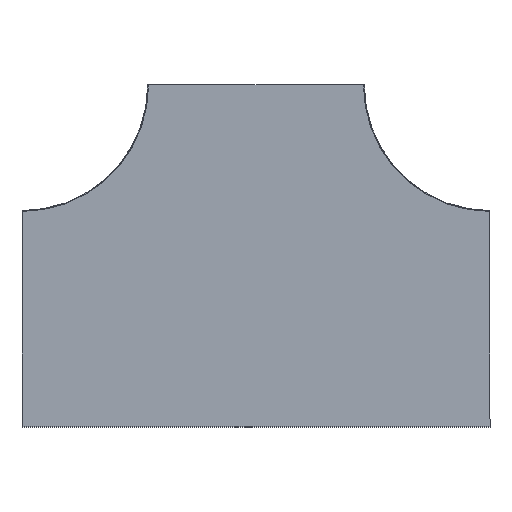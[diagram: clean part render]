
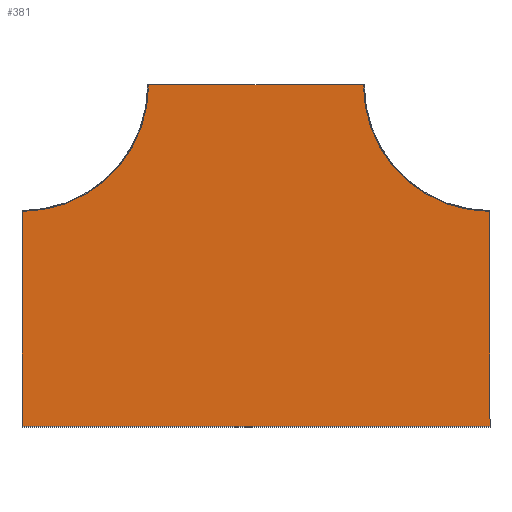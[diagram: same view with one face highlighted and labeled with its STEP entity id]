
A CAD part, front view. The second image highlights one B-rep face of the part: STEP entity #381.
In plain terms, the highlighted planar face has unit normal (0, -1, 0).
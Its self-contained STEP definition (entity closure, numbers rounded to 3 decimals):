
#29 = VECTOR ( 'NONE', #1086, 1000. ) ;
#63 = VECTOR ( 'NONE', #609, 1000. ) ;
#66 = CARTESIAN_POINT ( 'NONE',  ( 0., -1., -802.5 ) ) ;
#73 = ORIENTED_EDGE ( 'NONE', *, *, #611, .F. ) ;
#78 = VERTEX_POINT ( 'NONE', #385 ) ;
#110 = FACE_OUTER_BOUND ( 'NONE', #742, .T. ) ;
#160 = LINE ( 'NONE', #994, #773 ) ;
#166 = AXIS2_PLACEMENT_3D ( 'NONE', #1170, #1176, #942 ) ;
#198 = VERTEX_POINT ( 'NONE', #642 ) ;
#200 = CARTESIAN_POINT ( 'NONE',  ( -550., -1., -297.5 ) ) ;
#202 = LINE ( 'NONE', #539, #63 ) ;
#329 = ORIENTED_EDGE ( 'NONE', *, *, #659, .T. ) ;
#381 = ADVANCED_FACE ( 'NONE', ( #110 ), #885, .T. ) ;
#385 = CARTESIAN_POINT ( 'NONE',  ( 252.5, -1., 0. ) ) ;
#441 = CARTESIAN_POINT ( 'NONE',  ( 550., -1., -297.5 ) ) ;
#464 = EDGE_CURVE ( 'NONE', #929, #78, #989, .T. ) ;
#507 = EDGE_CURVE ( 'NONE', #969, #929, #160, .T. ) ;
#519 = LINE ( 'NONE', #846, #1164 ) ;
#539 = CARTESIAN_POINT ( 'NONE',  ( -252.5, -1., 0. ) ) ;
#567 = VERTEX_POINT ( 'NONE', #1056 ) ;
#609 = DIRECTION ( 'NONE',  ( -1., 0., 0. ) ) ;
#611 = EDGE_CURVE ( 'NONE', #567, #1057, #519, .T. ) ;
#641 = AXIS2_PLACEMENT_3D ( 'NONE', #1145, #752, #751 ) ;
#642 = CARTESIAN_POINT ( 'NONE',  ( -252.5, -1., 0. ) ) ;
#658 = AXIS2_PLACEMENT_3D ( 'NONE', #1041, #1036, #975 ) ;
#659 = EDGE_CURVE ( 'NONE', #78, #198, #202, .T. ) ;
#675 = CIRCLE ( 'NONE', #166, 297.5 ) ;
#742 = EDGE_LOOP ( 'NONE', ( #892, #970, #1028, #329, #853, #73 ) ) ;
#751 = DIRECTION ( 'NONE',  ( 0., 0., -1. ) ) ;
#752 = DIRECTION ( 'NONE',  ( 0., -1., 0. ) ) ;
#773 = VECTOR ( 'NONE', #979, 1000. ) ;
#789 = DIRECTION ( 'NONE',  ( 0., 0., 1. ) ) ;
#844 = LINE ( 'NONE', #66, #29 ) ;
#846 = CARTESIAN_POINT ( 'NONE',  ( -550., -1., -297.5 ) ) ;
#853 = ORIENTED_EDGE ( 'NONE', *, *, #1123, .F. ) ;
#885 = PLANE ( 'NONE',  #641 ) ;
#892 = ORIENTED_EDGE ( 'NONE', *, *, #1092, .F. ) ;
#913 = CARTESIAN_POINT ( 'NONE',  ( 550., -1., -802.5 ) ) ;
#929 = VERTEX_POINT ( 'NONE', #441 ) ;
#942 = DIRECTION ( 'NONE',  ( 0., 0., 1. ) ) ;
#969 = VERTEX_POINT ( 'NONE', #913 ) ;
#970 = ORIENTED_EDGE ( 'NONE', *, *, #507, .T. ) ;
#975 = DIRECTION ( 'NONE',  ( 0., 0., 1. ) ) ;
#979 = DIRECTION ( 'NONE',  ( 0., 0., 1. ) ) ;
#989 = CIRCLE ( 'NONE', #658, 297.5 ) ;
#994 = CARTESIAN_POINT ( 'NONE',  ( 550., -1., -297.5 ) ) ;
#1028 = ORIENTED_EDGE ( 'NONE', *, *, #464, .T. ) ;
#1036 = DIRECTION ( 'NONE',  ( 0., 1., 0. ) ) ;
#1041 = CARTESIAN_POINT ( 'NONE',  ( 550., -1., 0. ) ) ;
#1056 = CARTESIAN_POINT ( 'NONE',  ( -550., -1., -802.5 ) ) ;
#1057 = VERTEX_POINT ( 'NONE', #200 ) ;
#1086 = DIRECTION ( 'NONE',  ( -1., 0., 0. ) ) ;
#1092 = EDGE_CURVE ( 'NONE', #969, #567, #844, .T. ) ;
#1123 = EDGE_CURVE ( 'NONE', #1057, #198, #675, .T. ) ;
#1145 = CARTESIAN_POINT ( 'NONE',  ( -550., -1., -297.5 ) ) ;
#1164 = VECTOR ( 'NONE', #789, 1000. ) ;
#1170 = CARTESIAN_POINT ( 'NONE',  ( -550., -1., 0. ) ) ;
#1176 = DIRECTION ( 'NONE',  ( 0., -1., 0. ) ) ;
